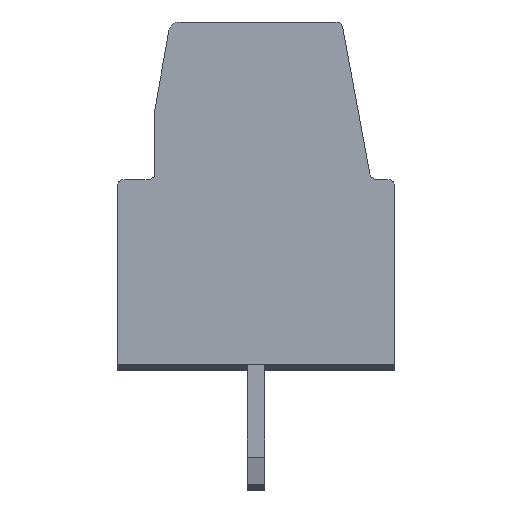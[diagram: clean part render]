
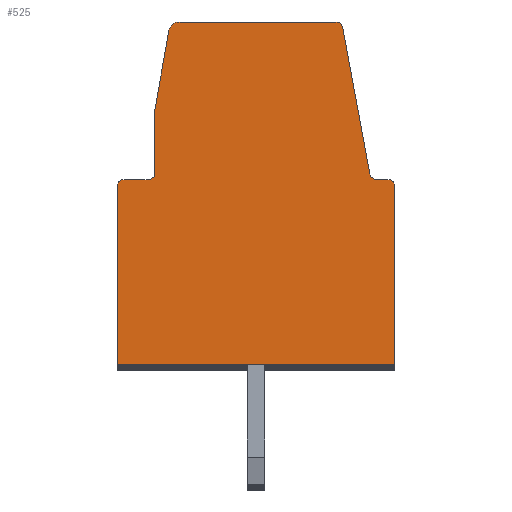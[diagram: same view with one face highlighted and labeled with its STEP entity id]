
A CAD part, top view. The second image highlights one B-rep face of the part: STEP entity #525.
In plain terms, the highlighted planar face has unit normal (0, 0, 1).
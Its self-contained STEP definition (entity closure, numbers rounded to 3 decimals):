
#525 = ADVANCED_FACE( '', ( #1054 ), #1055, .F. );
#1054 = FACE_OUTER_BOUND( '', #1628, .T. );
#1055 = PLANE( '', #1629 );
#1628 = EDGE_LOOP( '', ( #2842, #2843, #2844, #2845, #2846, #2847, #2848, #2849, #2850, #2851, #2852, #2853, #2854, #2855, #2856 ) );
#1629 = AXIS2_PLACEMENT_3D( '', #2857, #2858, #2859 );
#2842 = ORIENTED_EDGE( '', *, *, #4171, .T. );
#2843 = ORIENTED_EDGE( '', *, *, #4172, .T. );
#2844 = ORIENTED_EDGE( '', *, *, #4004, .F. );
#2845 = ORIENTED_EDGE( '', *, *, #4025, .T. );
#2846 = ORIENTED_EDGE( '', *, *, #4129, .T. );
#2847 = ORIENTED_EDGE( '', *, *, #4173, .T. );
#2848 = ORIENTED_EDGE( '', *, *, #4174, .T. );
#2849 = ORIENTED_EDGE( '', *, *, #3989, .T. );
#2850 = ORIENTED_EDGE( '', *, *, #4175, .F. );
#2851 = ORIENTED_EDGE( '', *, *, #4176, .T. );
#2852 = ORIENTED_EDGE( '', *, *, #4177, .F. );
#2853 = ORIENTED_EDGE( '', *, *, #4125, .T. );
#2854 = ORIENTED_EDGE( '', *, *, #4178, .T. );
#2855 = ORIENTED_EDGE( '', *, *, #4179, .T. );
#2856 = ORIENTED_EDGE( '', *, *, #4180, .F. );
#2857 = CARTESIAN_POINT( '', ( 0.81, -4.4, 0. ) );
#2858 = DIRECTION( '', ( 0., 0., -1. ) );
#2859 = DIRECTION( '', ( 0., 1., 0. ) );
#3989 = EDGE_CURVE( '', #4908, #4906, #4909, .T. );
#4004 = EDGE_CURVE( '', #4930, #4932, #4933, .T. );
#4025 = EDGE_CURVE( '', #4930, #4963, #4965, .T. );
#4125 = EDGE_CURVE( '', #5114, #5112, #5115, .T. );
#4129 = EDGE_CURVE( '', #4963, #5118, #5120, .T. );
#4171 = EDGE_CURVE( '', #5173, #5174, #5175, .T. );
#4172 = EDGE_CURVE( '', #5174, #4932, #5176, .T. );
#4173 = EDGE_CURVE( '', #5118, #5177, #5178, .T. );
#4174 = EDGE_CURVE( '', #5177, #4908, #5179, .T. );
#4175 = EDGE_CURVE( '', #5180, #4906, #5181, .T. );
#4176 = EDGE_CURVE( '', #5180, #5182, #5183, .T. );
#4177 = EDGE_CURVE( '', #5114, #5182, #5184, .T. );
#4178 = EDGE_CURVE( '', #5112, #5185, #5186, .T. );
#4179 = EDGE_CURVE( '', #5185, #5187, #5188, .T. );
#4180 = EDGE_CURVE( '', #5173, #5187, #5189, .T. );
#4906 = VERTEX_POINT( '', #6164 );
#4908 = VERTEX_POINT( '', #6167 );
#4909 = LINE( '', #6168, #6169 );
#4930 = VERTEX_POINT( '', #6200 );
#4932 = VERTEX_POINT( '', #6203 );
#4933 = CIRCLE( '', #6204, 0.2 );
#4963 = VERTEX_POINT( '', #6249 );
#4965 = LINE( '', #6252, #6253 );
#5112 = VERTEX_POINT( '', #6473 );
#5114 = VERTEX_POINT( '', #6476 );
#5115 = LINE( '', #6477, #6478 );
#5118 = VERTEX_POINT( '', #6482 );
#5120 = CIRCLE( '', #6485, 0.2 );
#5173 = VERTEX_POINT( '', #6564 );
#5174 = VERTEX_POINT( '', #6565 );
#5175 = LINE( '', #6566, #6567 );
#5176 = LINE( '', #6568, #6569 );
#5177 = VERTEX_POINT( '', #6570 );
#5178 = LINE( '', #6571, #6572 );
#5179 = LINE( '', #6573, #6574 );
#5180 = VERTEX_POINT( '', #6575 );
#5181 = CIRCLE( '', #6576, 0.2 );
#5182 = VERTEX_POINT( '', #6577 );
#5183 = LINE( '', #6578, #6579 );
#5184 = CIRCLE( '', #6580, 0.2 );
#5185 = VERTEX_POINT( '', #6581 );
#5186 = CIRCLE( '', #6582, 0.2 );
#5187 = VERTEX_POINT( '', #6583 );
#5188 = LINE( '', #6584, #6585 );
#5189 = CIRCLE( '', #6586, 0.3 );
#6164 = CARTESIAN_POINT( '', ( 0., 5.2, 0. ) );
#6167 = CARTESIAN_POINT( '', ( 0., 0., 0. ) );
#6168 = CARTESIAN_POINT( '', ( 0., -18.438, 0. ) );
#6169 = VECTOR( '', #7230, 1000. );
#6200 = CARTESIAN_POINT( '', ( -7.2, 5.4, 0. ) );
#6203 = CARTESIAN_POINT( '', ( -7., 5.6, 0. ) );
#6204 = AXIS2_PLACEMENT_3D( '', #7242, #7243, #7244 );
#6249 = CARTESIAN_POINT( '', ( -7.9, 5.4, 0. ) );
#6252 = CARTESIAN_POINT( '', ( -16.414, 5.4, 0. ) );
#6253 = VECTOR( '', #7261, 1000. );
#6473 = CARTESIAN_POINT( '', ( -1.52, 9.836, 0. ) );
#6476 = CARTESIAN_POINT( '', ( -0.728, 5.564, 0. ) );
#6477 = CARTESIAN_POINT( '', ( 3.721, -18.438, 0. ) );
#6478 = VECTOR( '', #7366, 1000. );
#6482 = CARTESIAN_POINT( '', ( -8.1, 5.2, 0. ) );
#6485 = AXIS2_PLACEMENT_3D( '', #7369, #7370, #7371 );
#6564 = CARTESIAN_POINT( '', ( -6.594, 9.752, 0. ) );
#6565 = CARTESIAN_POINT( '', ( -7., 7.448, 0. ) );
#6566 = CARTESIAN_POINT( '', ( -11.564, -18.438, 0. ) );
#6567 = VECTOR( '', #7404, 1000. );
#6568 = CARTESIAN_POINT( '', ( -7., -18.438, 0. ) );
#6569 = VECTOR( '', #7405, 1000. );
#6570 = CARTESIAN_POINT( '', ( -8.1, 0., 0. ) );
#6571 = CARTESIAN_POINT( '', ( -8.1, -18.438, 0. ) );
#6572 = VECTOR( '', #7406, 1000. );
#6573 = CARTESIAN_POINT( '', ( -16.414, 0., 0. ) );
#6574 = VECTOR( '', #7407, 1000. );
#6575 = CARTESIAN_POINT( '', ( -0.2, 5.4, 0. ) );
#6576 = AXIS2_PLACEMENT_3D( '', #7408, #7409, #7410 );
#6577 = CARTESIAN_POINT( '', ( -0.531, 5.4, 0. ) );
#6578 = CARTESIAN_POINT( '', ( -16.414, 5.4, 0. ) );
#6579 = VECTOR( '', #7411, 1000. );
#6580 = AXIS2_PLACEMENT_3D( '', #7412, #7413, #7414 );
#6581 = CARTESIAN_POINT( '', ( -1.716, 10., 0. ) );
#6582 = AXIS2_PLACEMENT_3D( '', #7415, #7416, #7417 );
#6583 = CARTESIAN_POINT( '', ( -6.298, 10., 0. ) );
#6584 = CARTESIAN_POINT( '', ( -16.414, 10., 0. ) );
#6585 = VECTOR( '', #7418, 1000. );
#6586 = AXIS2_PLACEMENT_3D( '', #7419, #7420, #7421 );
#7230 = DIRECTION( '', ( 0., 1., 0. ) );
#7242 = CARTESIAN_POINT( '', ( -7.2, 5.6, 0. ) );
#7243 = DIRECTION( '', ( 0., 0., 1. ) );
#7244 = DIRECTION( '', ( 1., 0., 0. ) );
#7261 = DIRECTION( '', ( -1., 0., 0. ) );
#7366 = DIRECTION( '', ( -0.182, 0.983, 0. ) );
#7369 = CARTESIAN_POINT( '', ( -7.9, 5.2, 0. ) );
#7370 = DIRECTION( '', ( 0., 0., 1. ) );
#7371 = DIRECTION( '', ( 1., 0., 0. ) );
#7404 = DIRECTION( '', ( -0.174, -0.985, 0. ) );
#7405 = DIRECTION( '', ( 0., -1., 0. ) );
#7406 = DIRECTION( '', ( 0., -1., 0. ) );
#7407 = DIRECTION( '', ( 1., 0., 0. ) );
#7408 = CARTESIAN_POINT( '', ( -0.2, 5.2, 0. ) );
#7409 = DIRECTION( '', ( 0., 0., -1. ) );
#7410 = DIRECTION( '', ( -1., 0., 0. ) );
#7411 = DIRECTION( '', ( -1., 0., 0. ) );
#7412 = CARTESIAN_POINT( '', ( -0.531, 5.6, 0. ) );
#7413 = DIRECTION( '', ( 0., 0., 1. ) );
#7414 = DIRECTION( '', ( 1., 0., 0. ) );
#7415 = CARTESIAN_POINT( '', ( -1.716, 9.8, 0. ) );
#7416 = DIRECTION( '', ( 0., 0., 1. ) );
#7417 = DIRECTION( '', ( 1., 0., 0. ) );
#7418 = DIRECTION( '', ( -1., 0., 0. ) );
#7419 = CARTESIAN_POINT( '', ( -6.298, 9.7, 0. ) );
#7420 = DIRECTION( '', ( 0., 0., -1. ) );
#7421 = DIRECTION( '', ( -1., 0., 0. ) );
